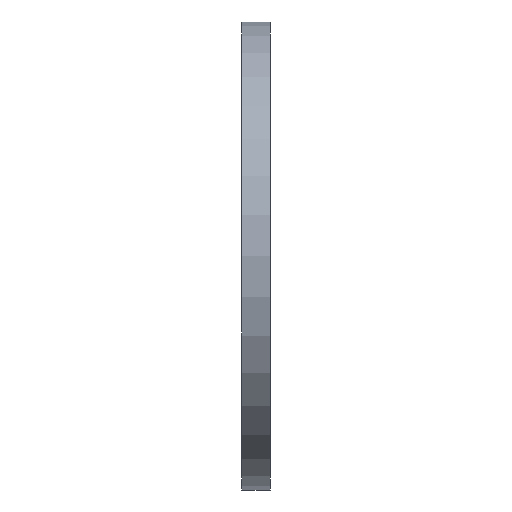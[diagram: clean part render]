
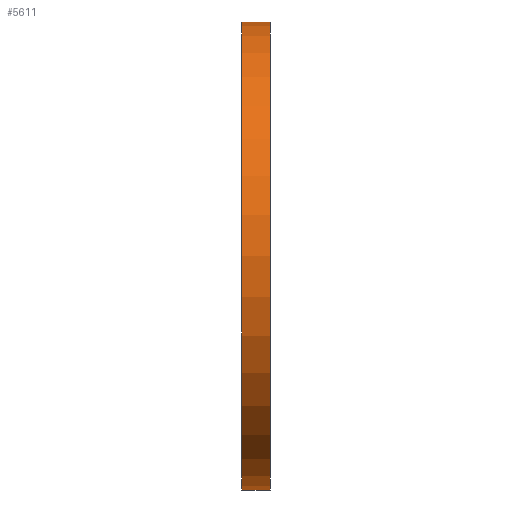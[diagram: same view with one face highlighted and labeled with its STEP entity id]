
A CAD part, left-side view. The second image highlights one B-rep face of the part: STEP entity #5611.
In plain terms, the highlighted cylindrical face has radius 50 mm (diameter 100 mm), a partial arc.
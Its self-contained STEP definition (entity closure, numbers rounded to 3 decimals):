
#167 = VERTEX_POINT ( 'NONE', #2605 ) ;
#188 = ORIENTED_EDGE ( 'NONE', *, *, #400, .T. ) ;
#400 = EDGE_CURVE ( 'NONE', #12662, #5987, #5201, .T. ) ;
#764 = ORIENTED_EDGE ( 'NONE', *, *, #15253, .F. ) ;
#1611 = AXIS2_PLACEMENT_3D ( 'NONE', #2244, #14265, #3507 ) ;
#2195 = AXIS2_PLACEMENT_3D ( 'NONE', #9064, #11206, #7799 ) ;
#2244 = CARTESIAN_POINT ( 'NONE',  ( 0., 0., 0. ) ) ;
#2349 = CARTESIAN_POINT ( 'NONE',  ( 0., 0., 50. ) ) ;
#2605 = CARTESIAN_POINT ( 'NONE',  ( 0., 6., 50. ) ) ;
#3507 = DIRECTION ( 'NONE',  ( 0., 0., 1. ) ) ;
#3977 = VECTOR ( 'NONE', #14619, 1000. ) ;
#4673 = DIRECTION ( 'NONE',  ( 0., -1., 0. ) ) ;
#4694 = ORIENTED_EDGE ( 'NONE', *, *, #13655, .T. ) ;
#5201 = CIRCLE ( 'NONE', #1611, 50. ) ;
#5611 = ADVANCED_FACE ( 'NONE', ( #6164 ), #10971, .T. ) ;
#5821 = CARTESIAN_POINT ( 'NONE',  ( 0., 6., 0. ) ) ;
#5987 = VERTEX_POINT ( 'NONE', #2349 ) ;
#6164 = FACE_OUTER_BOUND ( 'NONE', #10592, .T. ) ;
#6189 = CARTESIAN_POINT ( 'NONE',  ( 0., 6., -50. ) ) ;
#6265 = CARTESIAN_POINT ( 'NONE',  ( 0., 6., -50. ) ) ;
#6723 = CARTESIAN_POINT ( 'NONE',  ( 0., 6., 50. ) ) ;
#6974 = CIRCLE ( 'NONE', #2195, 50. ) ;
#7799 = DIRECTION ( 'NONE',  ( 0., 0., 1. ) ) ;
#9064 = CARTESIAN_POINT ( 'NONE',  ( 0., 6., 0. ) ) ;
#9127 = EDGE_CURVE ( 'NONE', #11111, #167, #6974, .T. ) ;
#9355 = VECTOR ( 'NONE', #14899, 1000. ) ;
#10592 = EDGE_LOOP ( 'NONE', ( #764, #14457, #4694, #188 ) ) ;
#10971 = CYLINDRICAL_SURFACE ( 'NONE', #11701, 50. ) ;
#11111 = VERTEX_POINT ( 'NONE', #6265 ) ;
#11206 = DIRECTION ( 'NONE',  ( 0., 1., 0. ) ) ;
#11701 = AXIS2_PLACEMENT_3D ( 'NONE', #5821, #4673, #14389 ) ;
#12101 = CARTESIAN_POINT ( 'NONE',  ( 0., 0., -50. ) ) ;
#12662 = VERTEX_POINT ( 'NONE', #12101 ) ;
#13431 = LINE ( 'NONE', #6189, #3977 ) ;
#13655 = EDGE_CURVE ( 'NONE', #11111, #12662, #13431, .T. ) ;
#14265 = DIRECTION ( 'NONE',  ( 0., 1., 0. ) ) ;
#14389 = DIRECTION ( 'NONE',  ( 0., 0., -1. ) ) ;
#14457 = ORIENTED_EDGE ( 'NONE', *, *, #9127, .F. ) ;
#14619 = DIRECTION ( 'NONE',  ( 0., -1., 0. ) ) ;
#14745 = LINE ( 'NONE', #6723, #9355 ) ;
#14899 = DIRECTION ( 'NONE',  ( 0., -1., 0. ) ) ;
#15253 = EDGE_CURVE ( 'NONE', #167, #5987, #14745, .T. ) ;
